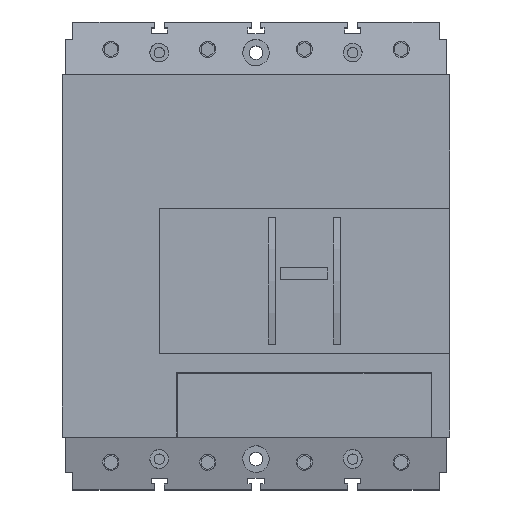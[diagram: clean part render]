
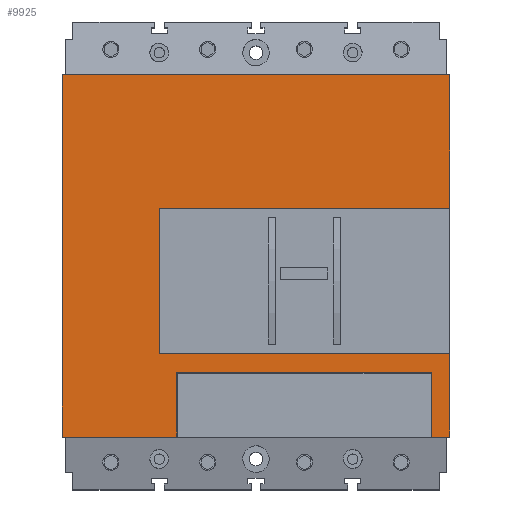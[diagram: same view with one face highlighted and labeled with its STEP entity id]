
A CAD part, top view. The second image highlights one B-rep face of the part: STEP entity #9925.
In plain terms, the highlighted planar face has unit normal (0, 0, 1).
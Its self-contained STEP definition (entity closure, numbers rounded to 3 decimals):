
#55=LINE('',#14016,#1326);
#98=LINE('',#14103,#1369);
#102=LINE('',#14111,#1373);
#104=LINE('',#14115,#1375);
#121=LINE('',#14149,#1392);
#125=LINE('',#14158,#1396);
#127=LINE('',#14161,#1398);
#128=LINE('',#14163,#1399);
#129=LINE('',#14165,#1400);
#130=LINE('',#14166,#1401);
#131=LINE('',#14167,#1402);
#132=LINE('',#14168,#1403);
#1326=VECTOR('',#11341,1000.);
#1369=VECTOR('',#11390,1000.);
#1373=VECTOR('',#11396,1000.);
#1375=VECTOR('',#11400,1000.);
#1392=VECTOR('',#11419,1000.);
#1396=VECTOR('',#11423,1000.);
#1398=VECTOR('',#11427,1000.);
#1399=VECTOR('',#11428,1000.);
#1400=VECTOR('',#11429,1000.);
#1401=VECTOR('',#11430,1000.);
#1402=VECTOR('',#11431,1000.);
#1403=VECTOR('',#11432,1000.);
#2595=PLANE('',#10572);
#3283=ORIENTED_EDGE('',*,*,#6051,.T.);
#3284=ORIENTED_EDGE('',*,*,#6072,.F.);
#3285=ORIENTED_EDGE('',*,*,#6074,.F.);
#3286=ORIENTED_EDGE('',*,*,#6075,.F.);
#3287=ORIENTED_EDGE('',*,*,#6076,.T.);
#3288=ORIENTED_EDGE('',*,*,#6068,.F.);
#3289=ORIENTED_EDGE('',*,*,#6077,.F.);
#3290=ORIENTED_EDGE('',*,*,#6045,.T.);
#3291=ORIENTED_EDGE('',*,*,#6078,.F.);
#3292=ORIENTED_EDGE('',*,*,#6049,.F.);
#3293=ORIENTED_EDGE('',*,*,#6079,.F.);
#3294=ORIENTED_EDGE('',*,*,#6002,.T.);
#6002=EDGE_CURVE('',#7398,#7397,#55,.T.);
#6045=EDGE_CURVE('',#7439,#7438,#98,.T.);
#6049=EDGE_CURVE('',#7441,#7440,#102,.T.);
#6051=EDGE_CURVE('',#7397,#7442,#104,.T.);
#6068=EDGE_CURVE('',#7459,#7460,#121,.T.);
#6072=EDGE_CURVE('',#7463,#7442,#125,.T.);
#6074=EDGE_CURVE('',#7464,#7463,#127,.T.);
#6075=EDGE_CURVE('',#7465,#7464,#128,.T.);
#6076=EDGE_CURVE('',#7465,#7460,#129,.T.);
#6077=EDGE_CURVE('',#7439,#7459,#130,.T.);
#6078=EDGE_CURVE('',#7440,#7438,#131,.T.);
#6079=EDGE_CURVE('',#7398,#7441,#132,.T.);
#7397=VERTEX_POINT('',#14015);
#7398=VERTEX_POINT('',#14017);
#7438=VERTEX_POINT('',#14102);
#7439=VERTEX_POINT('',#14104);
#7440=VERTEX_POINT('',#14108);
#7441=VERTEX_POINT('',#14110);
#7442=VERTEX_POINT('',#14114);
#7459=VERTEX_POINT('',#14150);
#7460=VERTEX_POINT('',#14151);
#7463=VERTEX_POINT('',#14157);
#7464=VERTEX_POINT('',#14162);
#7465=VERTEX_POINT('',#14164);
#8435=EDGE_LOOP('',(#3283,#3284,#3285,#3286,#3287,#3288,#3289,#3290,#3291,
#3292,#3293,#3294));
#9166=FACE_BOUND('',#8435,.T.);
#9925=ADVANCED_FACE('',(#9166),#2595,.F.);
#10572=AXIS2_PLACEMENT_3D('',#14160,#11425,#11426);
#11341=DIRECTION('',(-1.,0.,0.));
#11390=DIRECTION('',(-1.,0.,0.));
#11396=DIRECTION('',(-1.,0.,0.));
#11400=DIRECTION('',(0.,-1.,0.));
#11419=DIRECTION('',(-1.,0.,0.));
#11423=DIRECTION('',(-1.,0.,0.));
#11425=DIRECTION('',(0.,0.,-1.));
#11426=DIRECTION('',(-1.,0.,0.));
#11427=DIRECTION('',(0.,-1.,0.));
#11428=DIRECTION('',(-1.,0.,0.));
#11429=DIRECTION('',(0.,-1.,0.));
#11430=DIRECTION('',(0.,-1.,0.));
#11431=DIRECTION('',(0.,-1.,0.));
#11432=DIRECTION('',(0.,-1.,0.));
#14015=CARTESIAN_POINT('',(0.,56.2,68.));
#14016=CARTESIAN_POINT('',(120.,56.2,68.));
#14017=CARTESIAN_POINT('',(120.,56.2,68.));
#14102=CARTESIAN_POINT('',(30.,-30.3,68.));
#14103=CARTESIAN_POINT('',(120.,-30.3,68.));
#14104=CARTESIAN_POINT('',(120.,-30.3,68.));
#14108=CARTESIAN_POINT('',(30.,14.7,68.));
#14110=CARTESIAN_POINT('',(120.,14.7,68.));
#14111=CARTESIAN_POINT('',(120.,14.7,68.));
#14114=CARTESIAN_POINT('',(0.,-56.2,68.));
#14115=CARTESIAN_POINT('',(0.,56.2,68.));
#14149=CARTESIAN_POINT('',(120.,-56.2,68.));
#14150=CARTESIAN_POINT('',(120.,-56.2,68.));
#14151=CARTESIAN_POINT('',(114.55,-56.2,68.));
#14157=CARTESIAN_POINT('',(35.45,-56.2,68.));
#14158=CARTESIAN_POINT('',(120.,-56.2,68.));
#14160=CARTESIAN_POINT('',(120.,56.2,68.));
#14161=CARTESIAN_POINT('',(35.45,-30.3,68.));
#14162=CARTESIAN_POINT('',(35.45,-36.15,68.));
#14163=CARTESIAN_POINT('',(120.,-36.15,68.));
#14164=CARTESIAN_POINT('',(114.55,-36.15,68.));
#14165=CARTESIAN_POINT('',(114.55,-30.3,68.));
#14166=CARTESIAN_POINT('',(120.,-30.3,68.));
#14167=CARTESIAN_POINT('',(30.,35.,68.));
#14168=CARTESIAN_POINT('',(120.,56.2,68.));
